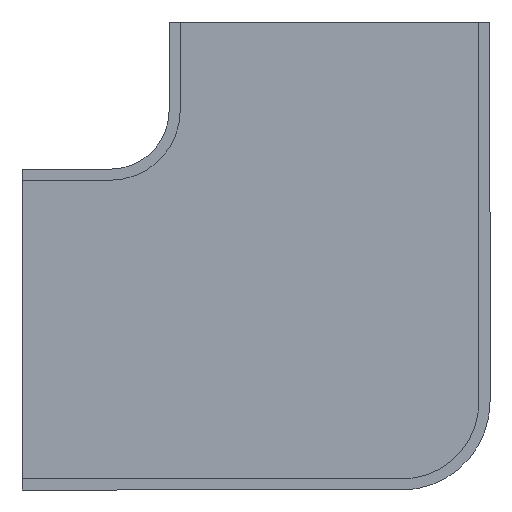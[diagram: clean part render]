
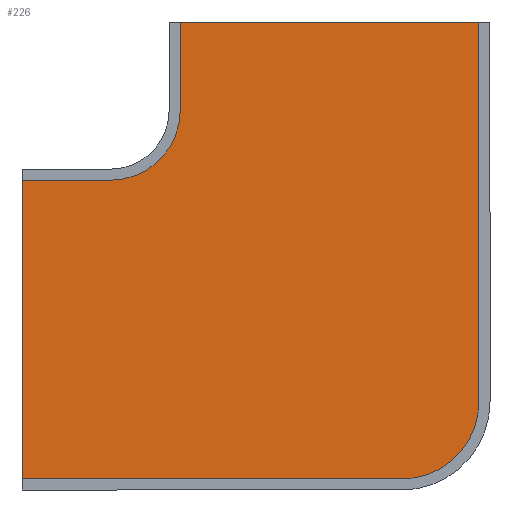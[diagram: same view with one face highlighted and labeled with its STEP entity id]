
A CAD part, front view. The second image highlights one B-rep face of the part: STEP entity #226.
In plain terms, the highlighted planar face has unit normal (0, -1, 0).
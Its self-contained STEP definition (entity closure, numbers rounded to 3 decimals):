
#4 = CARTESIAN_POINT ( 'NONE',  ( 19.8, 12., -19.8 ) ) ;
#39 = VECTOR ( 'NONE', #40, 1000. ) ;
#40 = DIRECTION ( 'NONE',  ( 0., 0., 1. ) ) ;
#43 = DIRECTION ( 'NONE',  ( 1., 0., 0. ) ) ;
#46 = CARTESIAN_POINT ( 'NONE',  ( -31.8, 12., 11.8 ) ) ;
#49 = PLANE ( 'NONE',  #517 ) ;
#52 = FACE_OUTER_BOUND ( 'NONE', #522, .T. ) ;
#56 = CARTESIAN_POINT ( 'NONE',  ( 30.3, 12., 31.8 ) ) ;
#65 = VERTEX_POINT ( 'NONE', #536 ) ;
#73 = CIRCLE ( 'NONE', #125, 10.5 ) ;
#74 = DIRECTION ( 'NONE',  ( 0., 0., 1. ) ) ;
#77 = CARTESIAN_POINT ( 'NONE',  ( -10.3, 12., 19.8 ) ) ;
#98 = DIRECTION ( 'NONE',  ( 0., 0., 1. ) ) ;
#112 = ORIENTED_EDGE ( 'NONE', *, *, #419, .F. ) ;
#118 = EDGE_CURVE ( 'NONE', #547, #248, #533, .T. ) ;
#124 = VECTOR ( 'NONE', #74, 1000. ) ;
#125 = AXIS2_PLACEMENT_3D ( 'NONE', #311, #493, #98 ) ;
#126 = EDGE_CURVE ( 'NONE', #312, #535, #167, .T. ) ;
#132 = DIRECTION ( 'NONE',  ( 1., 0., 0. ) ) ;
#133 = CARTESIAN_POINT ( 'NONE',  ( -31.8, 12., 10.3 ) ) ;
#146 = CARTESIAN_POINT ( 'NONE',  ( 30.3, 12., 31.8 ) ) ;
#167 = LINE ( 'NONE', #495, #209 ) ;
#206 = LINE ( 'NONE', #438, #124 ) ;
#209 = VECTOR ( 'NONE', #274, 1000. ) ;
#226 = ADVANCED_FACE ( 'NONE', ( #52 ), #49, .F. ) ;
#234 = VECTOR ( 'NONE', #465, 1000. ) ;
#244 = CIRCLE ( 'NONE', #340, 9.5 ) ;
#248 = VERTEX_POINT ( 'NONE', #56 ) ;
#249 = ORIENTED_EDGE ( 'NONE', *, *, #377, .F. ) ;
#258 = ORIENTED_EDGE ( 'NONE', *, *, #126, .F. ) ;
#274 = DIRECTION ( 'NONE',  ( -1., 0., 0. ) ) ;
#289 = CARTESIAN_POINT ( 'NONE',  ( 30.3, 12., -19.8 ) ) ;
#311 = CARTESIAN_POINT ( 'NONE',  ( 19.8, 12., -19.8 ) ) ;
#312 = VERTEX_POINT ( 'NONE', #490 ) ;
#315 = VERTEX_POINT ( 'NONE', #77 ) ;
#328 = EDGE_CURVE ( 'NONE', #315, #547, #206, .T. ) ;
#335 = CARTESIAN_POINT ( 'NONE',  ( -19.8, 12., 10.3 ) ) ;
#336 = DIRECTION ( 'NONE',  ( 0., 1., 0. ) ) ;
#340 = AXIS2_PLACEMENT_3D ( 'NONE', #572, #353, #531 ) ;
#353 = DIRECTION ( 'NONE',  ( 0., -1., 0. ) ) ;
#356 = ORIENTED_EDGE ( 'NONE', *, *, #382, .F. ) ;
#363 = ORIENTED_EDGE ( 'NONE', *, *, #328, .F. ) ;
#370 = CARTESIAN_POINT ( 'NONE',  ( -31.8, 12., -30.3 ) ) ;
#377 = EDGE_CURVE ( 'NONE', #577, #315, #244, .T. ) ;
#379 = ORIENTED_EDGE ( 'NONE', *, *, #509, .F. ) ;
#382 = EDGE_CURVE ( 'NONE', #573, #312, #73, .T. ) ;
#411 = VECTOR ( 'NONE', #132, 1000. ) ;
#415 = DIRECTION ( 'NONE',  ( 0., 0., 1. ) ) ;
#419 = EDGE_CURVE ( 'NONE', #65, #577, #453, .T. ) ;
#438 = CARTESIAN_POINT ( 'NONE',  ( -10.3, 12., 19.8 ) ) ;
#450 = LINE ( 'NONE', #46, #39 ) ;
#451 = ORIENTED_EDGE ( 'NONE', *, *, #118, .F. ) ;
#453 = LINE ( 'NONE', #133, #568 ) ;
#465 = DIRECTION ( 'NONE',  ( 0., 0., -1. ) ) ;
#490 = CARTESIAN_POINT ( 'NONE',  ( 19.8, 12., -30.3 ) ) ;
#493 = DIRECTION ( 'NONE',  ( 0., 1., 0. ) ) ;
#495 = CARTESIAN_POINT ( 'NONE',  ( -31.8, 12., -30.3 ) ) ;
#499 = ORIENTED_EDGE ( 'NONE', *, *, #571, .F. ) ;
#509 = EDGE_CURVE ( 'NONE', #535, #65, #450, .T. ) ;
#513 = CARTESIAN_POINT ( 'NONE',  ( -10.3, 12., 31.8 ) ) ;
#517 = AXIS2_PLACEMENT_3D ( 'NONE', #4, #336, #415 ) ;
#519 = LINE ( 'NONE', #146, #234 ) ;
#522 = EDGE_LOOP ( 'NONE', ( #258, #356, #499, #451, #363, #249, #112, #379 ) ) ;
#531 = DIRECTION ( 'NONE',  ( 0., 0., 1. ) ) ;
#533 = LINE ( 'NONE', #539, #411 ) ;
#535 = VERTEX_POINT ( 'NONE', #370 ) ;
#536 = CARTESIAN_POINT ( 'NONE',  ( -31.8, 12., 10.3 ) ) ;
#539 = CARTESIAN_POINT ( 'NONE',  ( -11.8, 12., 31.8 ) ) ;
#547 = VERTEX_POINT ( 'NONE', #513 ) ;
#568 = VECTOR ( 'NONE', #43, 1000. ) ;
#571 = EDGE_CURVE ( 'NONE', #248, #573, #519, .T. ) ;
#572 = CARTESIAN_POINT ( 'NONE',  ( -19.8, 12., 19.8 ) ) ;
#573 = VERTEX_POINT ( 'NONE', #289 ) ;
#577 = VERTEX_POINT ( 'NONE', #335 ) ;
